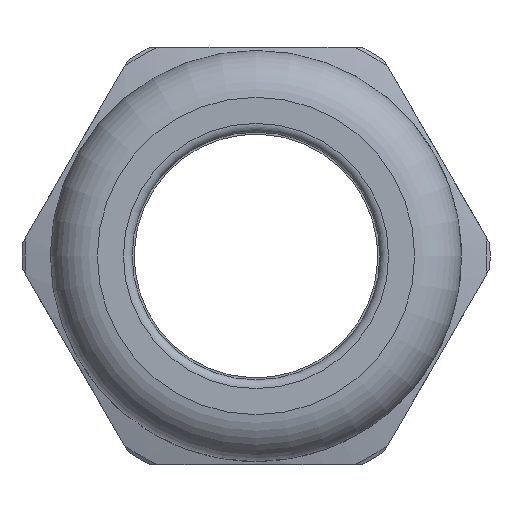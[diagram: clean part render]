
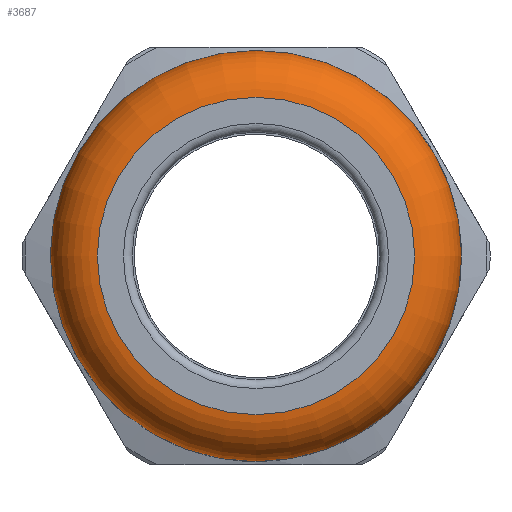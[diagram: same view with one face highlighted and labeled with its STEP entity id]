
A CAD part, left-side view. The second image highlights one B-rep face of the part: STEP entity #3687.
In plain terms, the highlighted toroidal (fillet/blend) face has major radius 8.847 mm and minor radius 2.963 mm.
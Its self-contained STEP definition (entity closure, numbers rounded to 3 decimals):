
#856=FACE_BOUND('',#1321,.T.);
#1069=FACE_OUTER_BOUND('',#1320,.T.);
#1320=EDGE_LOOP('',(#3439));
#1321=EDGE_LOOP('',(#3440));
#1500=CIRCLE('',#4084,9.12);
#1520=CIRCLE('',#4126,11.81);
#1836=VERTEX_POINT('',#8387);
#1876=VERTEX_POINT('',#9841);
#2343=EDGE_CURVE('',#1836,#1836,#1500,.T.);
#2400=EDGE_CURVE('',#1876,#1876,#1520,.T.);
#3439=ORIENTED_EDGE('',*,*,#2343,.T.);
#3440=ORIENTED_EDGE('',*,*,#2400,.F.);
#3479=TOROIDAL_SURFACE('',#4125,8.847,2.963);
#3687=ADVANCED_FACE('',(#1069,#856),#3479,.T.);
#4084=AXIS2_PLACEMENT_3D('',#8388,#5073,#5074);
#4125=AXIS2_PLACEMENT_3D('',#9840,#5170,#5171);
#4126=AXIS2_PLACEMENT_3D('',#9842,#5172,#5173);
#5073=DIRECTION('center_axis',(1.,0.,0.));
#5074=DIRECTION('ref_axis',(0.,0.,-1.));
#5170=DIRECTION('center_axis',(1.,0.,0.));
#5171=DIRECTION('ref_axis',(0.,0.,-1.));
#5172=DIRECTION('center_axis',(1.,0.,0.));
#5173=DIRECTION('ref_axis',(0.,0.,-1.));
#8387=CARTESIAN_POINT('',(-17.05,9.12,0.));
#8388=CARTESIAN_POINT('Origin',(-17.05,0.,0.));
#9840=CARTESIAN_POINT('Origin',(-14.1,0.,0.));
#9841=CARTESIAN_POINT('',(-14.1,11.81,0.));
#9842=CARTESIAN_POINT('Origin',(-14.1,0.,0.));
